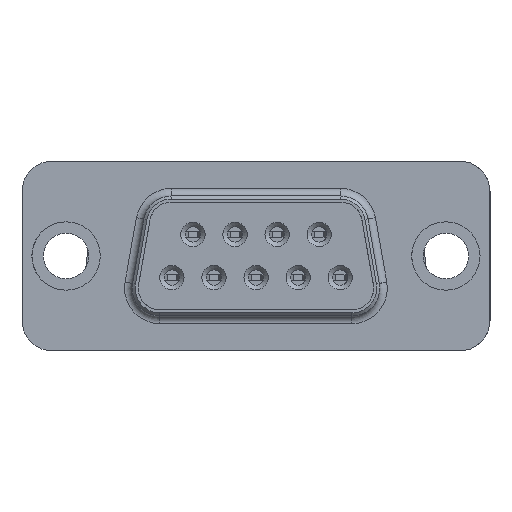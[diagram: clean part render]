
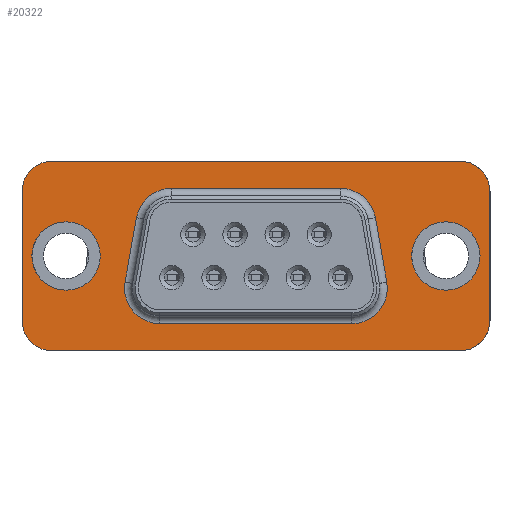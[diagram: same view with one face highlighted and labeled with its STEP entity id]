
A CAD part, front view. The second image highlights one B-rep face of the part: STEP entity #20322.
In plain terms, the highlighted face is planar.
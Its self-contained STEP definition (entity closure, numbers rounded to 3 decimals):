
#710=CIRCLE('',#25228,2.25);
#711=CIRCLE('',#25229,2.25);
#712=CIRCLE('',#25230,2.33);
#713=CIRCLE('',#25231,2.33);
#714=CIRCLE('',#25232,2.33);
#715=CIRCLE('',#25233,2.33);
#716=CIRCLE('',#25234,2.);
#717=CIRCLE('',#25235,2.);
#718=CIRCLE('',#25236,2.);
#719=CIRCLE('',#25237,2.);
#5052=ORIENTED_EDGE('',*,*,#8812,.T.);
#5053=ORIENTED_EDGE('',*,*,#8813,.T.);
#5054=ORIENTED_EDGE('',*,*,#8814,.T.);
#5055=ORIENTED_EDGE('',*,*,#8815,.T.);
#5056=ORIENTED_EDGE('',*,*,#8816,.T.);
#5057=ORIENTED_EDGE('',*,*,#8817,.T.);
#5058=ORIENTED_EDGE('',*,*,#8818,.T.);
#5059=ORIENTED_EDGE('',*,*,#8819,.T.);
#5060=ORIENTED_EDGE('',*,*,#8820,.T.);
#5061=ORIENTED_EDGE('',*,*,#8821,.T.);
#5062=ORIENTED_EDGE('',*,*,#8822,.T.);
#5063=ORIENTED_EDGE('',*,*,#8823,.T.);
#5064=ORIENTED_EDGE('',*,*,#8824,.T.);
#5065=ORIENTED_EDGE('',*,*,#8825,.T.);
#5066=ORIENTED_EDGE('',*,*,#8826,.T.);
#5067=ORIENTED_EDGE('',*,*,#8827,.T.);
#5068=ORIENTED_EDGE('',*,*,#8828,.T.);
#5069=ORIENTED_EDGE('',*,*,#8829,.T.);
#8812=EDGE_CURVE('',#11014,#11014,#710,.F.);
#8813=EDGE_CURVE('',#11015,#11015,#711,.F.);
#8814=EDGE_CURVE('',#11016,#11017,#13300,.F.);
#8815=EDGE_CURVE('',#11017,#11018,#712,.F.);
#8816=EDGE_CURVE('',#11018,#11019,#13301,.F.);
#8817=EDGE_CURVE('',#11019,#11020,#713,.F.);
#8818=EDGE_CURVE('',#11020,#11021,#13302,.F.);
#8819=EDGE_CURVE('',#11021,#11022,#714,.F.);
#8820=EDGE_CURVE('',#11022,#11023,#13303,.F.);
#8821=EDGE_CURVE('',#11023,#11016,#715,.F.);
#8822=EDGE_CURVE('',#11024,#11025,#13304,.T.);
#8823=EDGE_CURVE('',#11025,#11026,#716,.T.);
#8824=EDGE_CURVE('',#11026,#11027,#13305,.T.);
#8825=EDGE_CURVE('',#11027,#11028,#717,.T.);
#8826=EDGE_CURVE('',#11028,#11029,#13306,.T.);
#8827=EDGE_CURVE('',#11029,#11030,#718,.T.);
#8828=EDGE_CURVE('',#11030,#11031,#13307,.T.);
#8829=EDGE_CURVE('',#11031,#11024,#719,.T.);
#11014=VERTEX_POINT('',#35717);
#11015=VERTEX_POINT('',#35719);
#11016=VERTEX_POINT('',#35721);
#11017=VERTEX_POINT('',#35722);
#11018=VERTEX_POINT('',#35724);
#11019=VERTEX_POINT('',#35726);
#11020=VERTEX_POINT('',#35728);
#11021=VERTEX_POINT('',#35730);
#11022=VERTEX_POINT('',#35732);
#11023=VERTEX_POINT('',#35734);
#11024=VERTEX_POINT('',#35737);
#11025=VERTEX_POINT('',#35738);
#11026=VERTEX_POINT('',#35740);
#11027=VERTEX_POINT('',#35742);
#11028=VERTEX_POINT('',#35744);
#11029=VERTEX_POINT('',#35746);
#11030=VERTEX_POINT('',#35748);
#11031=VERTEX_POINT('',#35750);
#13300=LINE('',#35720,#15706);
#13301=LINE('',#35725,#15707);
#13302=LINE('',#35729,#15708);
#13303=LINE('',#35733,#15709);
#13304=LINE('',#35736,#15710);
#13305=LINE('',#35741,#15711);
#13306=LINE('',#35745,#15712);
#13307=LINE('',#35749,#15713);
#15706=VECTOR('',#29575,1000.);
#15707=VECTOR('',#29578,1000.);
#15708=VECTOR('',#29581,1000.);
#15709=VECTOR('',#29584,1000.);
#15710=VECTOR('',#29587,1000.);
#15711=VECTOR('',#29590,1000.);
#15712=VECTOR('',#29593,1000.);
#15713=VECTOR('',#29596,1000.);
#17190=EDGE_LOOP('',(#5052));
#17191=EDGE_LOOP('',(#5053));
#17192=EDGE_LOOP('',(#5054,#5055,#5056,#5057,#5058,#5059,#5060,#5061));
#17193=EDGE_LOOP('',(#5062,#5063,#5064,#5065,#5066,#5067,#5068,#5069));
#18376=FACE_BOUND('',#17190,.T.);
#18377=FACE_BOUND('',#17191,.T.);
#18378=FACE_BOUND('',#17192,.T.);
#18379=FACE_BOUND('',#17193,.T.);
#19337=PLANE('',#25227);
#20322=ADVANCED_FACE('',(#18376,#18377,#18378,#18379),#19337,.T.);
#25227=AXIS2_PLACEMENT_3D('',#35715,#29569,#29570);
#25228=AXIS2_PLACEMENT_3D('',#35716,#29571,#29572);
#25229=AXIS2_PLACEMENT_3D('',#35718,#29573,#29574);
#25230=AXIS2_PLACEMENT_3D('',#35723,#29576,#29577);
#25231=AXIS2_PLACEMENT_3D('',#35727,#29579,#29580);
#25232=AXIS2_PLACEMENT_3D('',#35731,#29582,#29583);
#25233=AXIS2_PLACEMENT_3D('',#35735,#29585,#29586);
#25234=AXIS2_PLACEMENT_3D('',#35739,#29588,#29589);
#25235=AXIS2_PLACEMENT_3D('',#35743,#29591,#29592);
#25236=AXIS2_PLACEMENT_3D('',#35747,#29594,#29595);
#25237=AXIS2_PLACEMENT_3D('',#35751,#29597,#29598);
#29569=DIRECTION('',(0.,1.,0.));
#29570=DIRECTION('',(0.,0.,1.));
#29571=DIRECTION('',(0.,1.,0.));
#29572=DIRECTION('',(0.,0.,1.));
#29573=DIRECTION('',(0.,1.,0.));
#29574=DIRECTION('',(0.,0.,1.));
#29575=DIRECTION('',(0.174,0.,0.985));
#29576=DIRECTION('',(0.,1.,0.));
#29577=DIRECTION('',(0.,0.,1.));
#29578=DIRECTION('',(-1.,0.,0.));
#29579=DIRECTION('',(0.,1.,0.));
#29580=DIRECTION('',(0.,0.,1.));
#29581=DIRECTION('',(0.174,0.,-0.985));
#29582=DIRECTION('',(0.,1.,0.));
#29583=DIRECTION('',(0.,0.,1.));
#29584=DIRECTION('',(1.,0.,0.));
#29585=DIRECTION('',(0.,1.,0.));
#29586=DIRECTION('',(0.,0.,1.));
#29587=DIRECTION('',(0.,0.,1.));
#29588=DIRECTION('',(0.,1.,0.));
#29589=DIRECTION('',(0.,0.,1.));
#29590=DIRECTION('',(1.,0.,0.));
#29591=DIRECTION('',(0.,1.,0.));
#29592=DIRECTION('',(0.,0.,1.));
#29593=DIRECTION('',(0.,0.,-1.));
#29594=DIRECTION('',(0.,1.,0.));
#29595=DIRECTION('',(0.,0.,1.));
#29596=DIRECTION('',(-1.,0.,0.));
#29597=DIRECTION('',(0.,1.,0.));
#29598=DIRECTION('',(0.,0.,1.));
#35715=CARTESIAN_POINT('',(0.,0.,0.));
#35716=CARTESIAN_POINT('',(-12.5,0.,0.));
#35717=CARTESIAN_POINT('',(-12.5,0.,2.25));
#35718=CARTESIAN_POINT('',(12.5,0.,0.));
#35719=CARTESIAN_POINT('',(12.5,0.,2.25));
#35720=CARTESIAN_POINT('',(-8.615,0.,-1.715));
#35721=CARTESIAN_POINT('',(-7.867,0.,2.525));
#35722=CARTESIAN_POINT('',(-8.615,0.,-1.715));
#35723=CARTESIAN_POINT('',(-6.32,0.,-2.12));
#35724=CARTESIAN_POINT('',(-6.32,0.,-4.45));
#35725=CARTESIAN_POINT('',(6.32,0.,-4.45));
#35726=CARTESIAN_POINT('',(6.32,0.,-4.45));
#35727=CARTESIAN_POINT('',(6.32,0.,-2.12));
#35728=CARTESIAN_POINT('',(8.615,0.,-1.715));
#35729=CARTESIAN_POINT('',(7.867,0.,2.525));
#35730=CARTESIAN_POINT('',(7.867,0.,2.525));
#35731=CARTESIAN_POINT('',(5.572,0.,2.12));
#35732=CARTESIAN_POINT('',(5.572,0.,4.45));
#35733=CARTESIAN_POINT('',(-5.572,0.,4.45));
#35734=CARTESIAN_POINT('',(-5.572,0.,4.45));
#35735=CARTESIAN_POINT('',(-5.572,0.,2.12));
#35736=CARTESIAN_POINT('',(-15.4,0.,-6.25));
#35737=CARTESIAN_POINT('',(-15.4,0.,-4.25));
#35738=CARTESIAN_POINT('',(-15.4,0.,4.25));
#35739=CARTESIAN_POINT('',(-13.4,0.,4.25));
#35740=CARTESIAN_POINT('',(-13.4,0.,6.25));
#35741=CARTESIAN_POINT('',(-15.4,0.,6.25));
#35742=CARTESIAN_POINT('',(13.4,0.,6.25));
#35743=CARTESIAN_POINT('',(13.4,0.,4.25));
#35744=CARTESIAN_POINT('',(15.4,0.,4.25));
#35745=CARTESIAN_POINT('',(15.4,0.,6.25));
#35746=CARTESIAN_POINT('',(15.4,0.,-4.25));
#35747=CARTESIAN_POINT('',(13.4,0.,-4.25));
#35748=CARTESIAN_POINT('',(13.4,0.,-6.25));
#35749=CARTESIAN_POINT('',(15.4,0.,-6.25));
#35750=CARTESIAN_POINT('',(-13.4,0.,-6.25));
#35751=CARTESIAN_POINT('',(-13.4,0.,-4.25));
